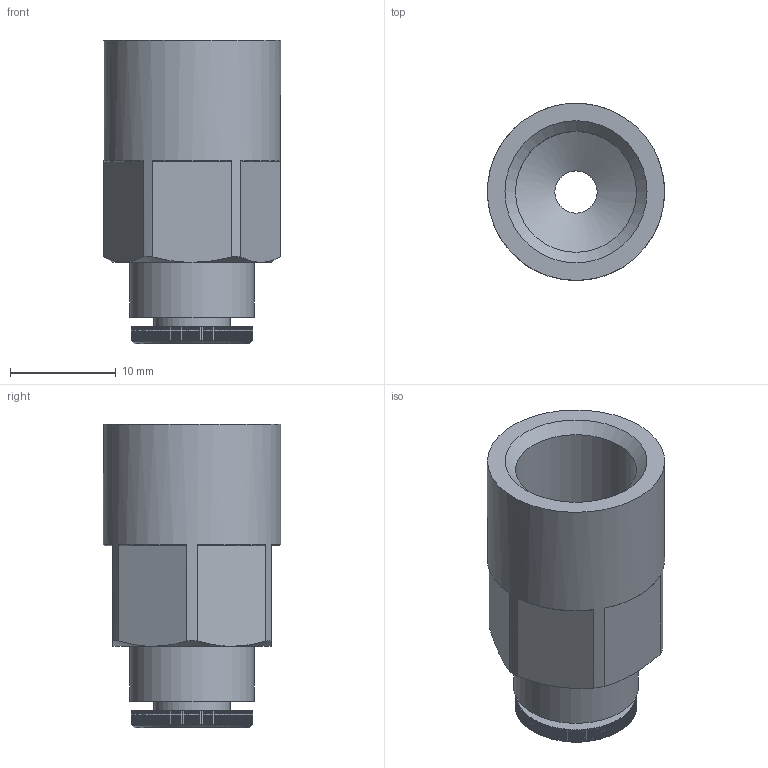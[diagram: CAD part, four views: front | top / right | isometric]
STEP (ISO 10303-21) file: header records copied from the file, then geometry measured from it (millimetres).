
FILE_DESCRIPTION((''),'2;1');
FILE_NAME('angea09b.stp','2010-03-12T11:05:01',('002164'),(''),'Autodesk Inventor 2010','Autodesk Inventor 2010','');
FILE_SCHEMA(('AUTOMOTIVE_DESIGN { 1 0 10303 214 1 1 1 1 }'));
Length unit declared in the file: millimetre
Products named in the file (1): angea09b
Bounding box: 16.77 x 16.77 x 28.7 mm (x, y, z)
Volume: 3525.6 mm3; surface area: 2559.2 mm2
Topology: 1 solids, 1 shells, 640 faces, 1893 edges, 1258 vertices
Faces by surface type: plane 417, cylinder 203, cone 14, bspline 5, torus 1
Full cylindrical faces by diameter (mm): 7.2 x1, 11.8 x1, 16.771 x1
Entity records: 20937 total; most frequent: CARTESIAN_POINT 4710, ORIENTED_EDGE 3760, DIRECTION 3166, EDGE_CURVE 1880, VERTEX_POINT 1256, AXIS2_PLACEMENT_3D 1074, VECTOR 1018, LINE 1018
